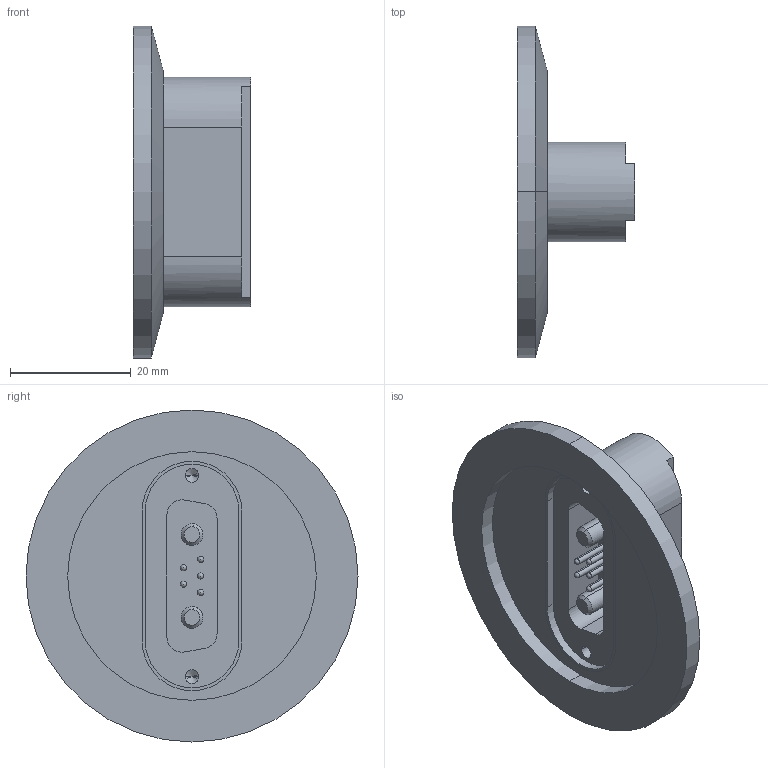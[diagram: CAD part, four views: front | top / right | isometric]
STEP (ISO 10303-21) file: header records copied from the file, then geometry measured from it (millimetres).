
FILE_DESCRIPTION (( 'STEP AP214' ), '1' );
FILE_NAME ('210-X15-2P5-K40.STEP', '2020-11-26T14:22:44', ( '' ), ( '' ), 'SwSTEP 2.0', 'SolidWorks 2017', '' );
FILE_SCHEMA (( 'AUTOMOTIVE_DESIGN' ));
Length unit declared in the file: millimetre
Products named in the file (6): 9210-PIN-FENI_Pin vergoldet; 210-X15-2P5-K40; 218-X15-2P5; 9210-D15-K40_DN40 KF; 9212-POWER-PIN_vergoldet; 921-D15-7W2_f〉 BG
Assembly tree (10 placements, depth 3):
  210-X15-2P5-K40
    9210-D15-K40_DN40 KF
    218-X15-2P5
      921-D15-7W2_f〉 BG
      9212-POWER-PIN_vergoldet  x2
      9210-PIN-FENI_Pin vergoldet  x5
Bounding box: 19.5 x 55 x 55 mm (x, y, z)
Volume: 12186.2 mm3; surface area: 9259.6 mm2
Topology: 9 solids, 9 shells, 336 faces, 891 edges, 584 vertices
Faces by surface type: plane 174, cylinder 99, bspline 35, cone 18, sphere 10
Entity records: 11545 total; most frequent: CARTESIAN_POINT 3540, ORIENTED_EDGE 1630, DIRECTION 1515, EDGE_CURVE 815, VECTOR 557, LINE 557, VERTEX_POINT 540, AXIS2_PLACEMENT_3D 479
